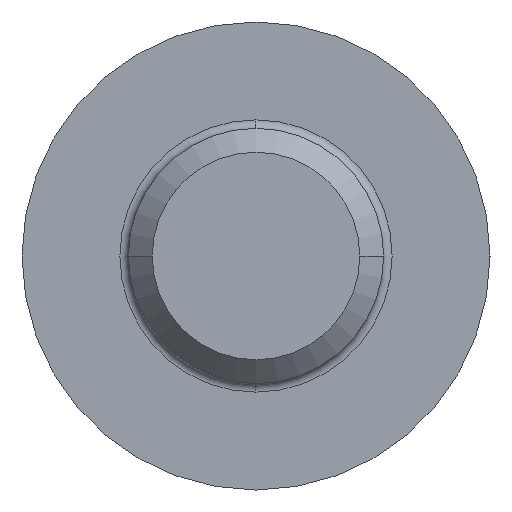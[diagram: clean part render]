
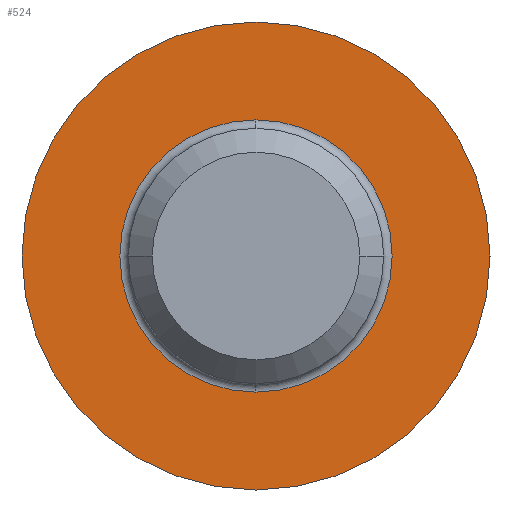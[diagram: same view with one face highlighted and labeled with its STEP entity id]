
A CAD part, left-side view. The second image highlights one B-rep face of the part: STEP entity #524.
In plain terms, the highlighted planar face has unit normal (-1, 0, 0).
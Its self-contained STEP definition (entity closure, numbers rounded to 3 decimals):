
#147=CARTESIAN_POINT('',(0.,0.,0.));
#148=DIRECTION('',(1.,0.,0.));
#149=DIRECTION('',(0.,0.,-1.));
#150=AXIS2_PLACEMENT_3D('',#147,#148,#149);
#155=CARTESIAN_POINT('',(0.,0.,0.));
#156=DIRECTION('',(-1.,0.,0.));
#157=DIRECTION('',(0.,0.,-1.));
#158=AXIS2_PLACEMENT_3D('',#155,#156,#157);
#179=CARTESIAN_POINT('',(0.,0.,0.));
#180=DIRECTION('',(-1.,0.,0.));
#181=DIRECTION('',(0.,0.,-1.));
#182=AXIS2_PLACEMENT_3D('',#179,#180,#181);
#187=CARTESIAN_POINT('',(0.,0.,0.));
#188=DIRECTION('',(1.,0.,0.));
#189=DIRECTION('',(0.,0.,-1.));
#190=AXIS2_PLACEMENT_3D('',#187,#188,#189);
#371=CARTESIAN_POINT('',(0.,0.,-1.6));
#373=VERTEX_POINT('',#371);
#377=CARTESIAN_POINT('',(0.,0.,1.6));
#379=VERTEX_POINT('',#377);
#383=CARTESIAN_POINT('',(0.,0.,-2.75));
#384=CARTESIAN_POINT('',(0.,0.,2.75));
#385=VERTEX_POINT('',#383);
#386=VERTEX_POINT('',#384);
#509=CARTESIAN_POINT('',(0.,0.,0.));
#510=DIRECTION('',(1.,0.,0.));
#511=DIRECTION('',(0.,0.,1.));
#512=AXIS2_PLACEMENT_3D('',#509,#510,#511);
#513=PLANE('',#512);
#514=ORIENTED_EDGE('',*,*,#492,.T.);
#515=ORIENTED_EDGE('',*,*,#475,.F.);
#516=EDGE_LOOP('',(#514,#515));
#517=FACE_OUTER_BOUND('',#516,.F.);
#519=ORIENTED_EDGE('',*,*,#518,.T.);
#521=ORIENTED_EDGE('',*,*,#520,.F.);
#522=EDGE_LOOP('',(#519,#521));
#523=FACE_BOUND('',#522,.F.);
#151=CIRCLE('',#150,2.75);
#159=CIRCLE('',#158,2.75);
#183=CIRCLE('',#182,1.6);
#191=CIRCLE('',#190,1.6);
#475=EDGE_CURVE('',#385,#386,#159,.T.);
#492=EDGE_CURVE('',#385,#386,#151,.T.);
#518=EDGE_CURVE('',#373,#379,#183,.T.);
#520=EDGE_CURVE('',#373,#379,#191,.T.);
#524=ADVANCED_FACE('',(#517,#523),#513,.F.);
